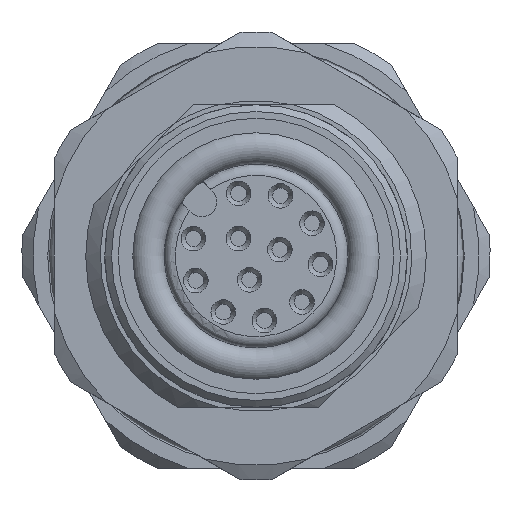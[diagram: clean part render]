
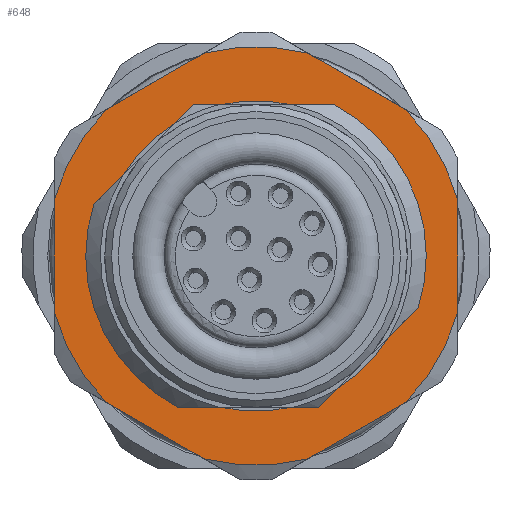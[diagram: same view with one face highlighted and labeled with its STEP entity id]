
A CAD part, left-side view. The second image highlights one B-rep face of the part: STEP entity #648.
In plain terms, the highlighted planar face has unit normal (-1, 0, 0).
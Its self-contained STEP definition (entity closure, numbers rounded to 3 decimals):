
#326=FACE_BOUND('',#1153,.T.);
#327=FACE_BOUND('',#1154,.T.);
#394=PLANE('',#3544);
#648=ADVANCED_FACE('',(#326,#327),#394,.F.);
#1153=EDGE_LOOP('',(#2105,#2106,#2107,#2108,#2109,#2110,#2111,#2112,#2113,
#2114,#2115,#2116));
#1154=EDGE_LOOP('',(#2117,#2118,#2119,#2120,#2121,#2122,#2123,#2124,#2125,
#2126,#2127,#2128,#2129,#2130));
#1195=LINE('',#4585,#1331);
#1203=LINE('',#4602,#1339);
#1207=LINE('',#4619,#1343);
#1214=LINE('',#4632,#1350);
#1218=LINE('',#4650,#1354);
#1222=LINE('',#4667,#1358);
#1230=LINE('',#4684,#1366);
#1233=LINE('',#4698,#1369);
#1303=LINE('',#5719,#1439);
#1304=LINE('',#5723,#1440);
#1305=LINE('',#5727,#1441);
#1306=LINE('',#5731,#1442);
#1307=LINE('',#5735,#1443);
#1308=LINE('',#5739,#1444);
#1331=VECTOR('',#3616,1.);
#1339=VECTOR('',#3624,1.);
#1343=VECTOR('',#3630,1.);
#1350=VECTOR('',#3637,1.);
#1354=VECTOR('',#3643,1.);
#1358=VECTOR('',#3647,1.);
#1366=VECTOR('',#3657,1.);
#1369=VECTOR('',#3660,1.);
#1439=VECTOR('',#4416,1.);
#1440=VECTOR('',#4419,1.);
#1441=VECTOR('',#4422,1.);
#1442=VECTOR('',#4425,1.);
#1443=VECTOR('',#4428,1.);
#1444=VECTOR('',#4431,1.);
#2105=ORIENTED_EDGE('',*,*,#2915,.F.);
#2106=ORIENTED_EDGE('',*,*,#2916,.F.);
#2107=ORIENTED_EDGE('',*,*,#2917,.F.);
#2108=ORIENTED_EDGE('',*,*,#2918,.F.);
#2109=ORIENTED_EDGE('',*,*,#2919,.F.);
#2110=ORIENTED_EDGE('',*,*,#2920,.F.);
#2111=ORIENTED_EDGE('',*,*,#2921,.F.);
#2112=ORIENTED_EDGE('',*,*,#2922,.F.);
#2113=ORIENTED_EDGE('',*,*,#2923,.F.);
#2114=ORIENTED_EDGE('',*,*,#2924,.F.);
#2115=ORIENTED_EDGE('',*,*,#2925,.F.);
#2116=ORIENTED_EDGE('',*,*,#2926,.F.);
#2117=ORIENTED_EDGE('',*,*,#2927,.F.);
#2118=ORIENTED_EDGE('',*,*,#2582,.T.);
#2119=ORIENTED_EDGE('',*,*,#2603,.T.);
#2120=ORIENTED_EDGE('',*,*,#2928,.F.);
#2121=ORIENTED_EDGE('',*,*,#2596,.T.);
#2122=ORIENTED_EDGE('',*,*,#2578,.T.);
#2123=ORIENTED_EDGE('',*,*,#2623,.F.);
#2124=ORIENTED_EDGE('',*,*,#2929,.F.);
#2125=ORIENTED_EDGE('',*,*,#2628,.F.);
#2126=ORIENTED_EDGE('',*,*,#2609,.F.);
#2127=ORIENTED_EDGE('',*,*,#2930,.F.);
#2128=ORIENTED_EDGE('',*,*,#2615,.F.);
#2129=ORIENTED_EDGE('',*,*,#2574,.T.);
#2130=ORIENTED_EDGE('',*,*,#2590,.T.);
#2269=VERTEX_POINT('',#4568);
#2270=VERTEX_POINT('',#4569);
#2273=VERTEX_POINT('',#4577);
#2274=VERTEX_POINT('',#4578);
#2277=VERTEX_POINT('',#4586);
#2278=VERTEX_POINT('',#4587);
#2285=VERTEX_POINT('',#4601);
#2290=VERTEX_POINT('',#4620);
#2295=VERTEX_POINT('',#4631);
#2300=VERTEX_POINT('',#4649);
#2301=VERTEX_POINT('',#4651);
#2306=VERTEX_POINT('',#4668);
#2313=VERTEX_POINT('',#4683);
#2317=VERTEX_POINT('',#4699);
#2536=VERTEX_POINT('',#5717);
#2537=VERTEX_POINT('',#5718);
#2538=VERTEX_POINT('',#5720);
#2539=VERTEX_POINT('',#5722);
#2540=VERTEX_POINT('',#5724);
#2541=VERTEX_POINT('',#5726);
#2542=VERTEX_POINT('',#5728);
#2543=VERTEX_POINT('',#5730);
#2544=VERTEX_POINT('',#5732);
#2545=VERTEX_POINT('',#5734);
#2546=VERTEX_POINT('',#5736);
#2547=VERTEX_POINT('',#5738);
#2574=EDGE_CURVE('',#2269,#2270,#2977,.T.);
#2578=EDGE_CURVE('',#2273,#2274,#2979,.T.);
#2582=EDGE_CURVE('',#2277,#2278,#1195,.T.);
#2590=EDGE_CURVE('',#2270,#2285,#1203,.T.);
#2596=EDGE_CURVE('',#2290,#2273,#1207,.T.);
#2603=EDGE_CURVE('',#2278,#2295,#1214,.T.);
#2609=EDGE_CURVE('',#2300,#2301,#1218,.T.);
#2615=EDGE_CURVE('',#2269,#2306,#1222,.T.);
#2623=EDGE_CURVE('',#2313,#2274,#1230,.T.);
#2628=EDGE_CURVE('',#2301,#2317,#1233,.T.);
#2915=EDGE_CURVE('',#2536,#2537,#3156,.T.);
#2916=EDGE_CURVE('',#2538,#2536,#1303,.T.);
#2917=EDGE_CURVE('',#2539,#2538,#3157,.T.);
#2918=EDGE_CURVE('',#2540,#2539,#1304,.T.);
#2919=EDGE_CURVE('',#2541,#2540,#3158,.T.);
#2920=EDGE_CURVE('',#2542,#2541,#1305,.T.);
#2921=EDGE_CURVE('',#2543,#2542,#3159,.T.);
#2922=EDGE_CURVE('',#2544,#2543,#1306,.T.);
#2923=EDGE_CURVE('',#2545,#2544,#3160,.T.);
#2924=EDGE_CURVE('',#2546,#2545,#1307,.T.);
#2925=EDGE_CURVE('',#2547,#2546,#3161,.T.);
#2926=EDGE_CURVE('',#2537,#2547,#1308,.T.);
#2927=EDGE_CURVE('',#2277,#2285,#3162,.T.);
#2928=EDGE_CURVE('',#2290,#2295,#3163,.T.);
#2929=EDGE_CURVE('',#2317,#2313,#3164,.T.);
#2930=EDGE_CURVE('',#2306,#2300,#3165,.T.);
#2977=CIRCLE('',#3183,7.6);
#2979=CIRCLE('',#3186,7.6);
#3156=CIRCLE('',#3534,9.346);
#3157=CIRCLE('',#3535,9.346);
#3158=CIRCLE('',#3536,9.346);
#3159=CIRCLE('',#3537,9.346);
#3160=CIRCLE('',#3538,9.346);
#3161=CIRCLE('',#3539,9.346);
#3162=CIRCLE('',#3540,6.93);
#3163=CIRCLE('',#3541,6.93);
#3164=CIRCLE('',#3542,6.93);
#3165=CIRCLE('',#3543,6.93);
#3183=AXIS2_PLACEMENT_3D('',#4567,#3600,#3601);
#3186=AXIS2_PLACEMENT_3D('',#4576,#3608,#3609);
#3534=AXIS2_PLACEMENT_3D('',#5716,#4414,#4415);
#3535=AXIS2_PLACEMENT_3D('',#5721,#4417,#4418);
#3536=AXIS2_PLACEMENT_3D('',#5725,#4420,#4421);
#3537=AXIS2_PLACEMENT_3D('',#5729,#4423,#4424);
#3538=AXIS2_PLACEMENT_3D('',#5733,#4426,#4427);
#3539=AXIS2_PLACEMENT_3D('',#5737,#4429,#4430);
#3540=AXIS2_PLACEMENT_3D('',#5740,#4432,#4433);
#3541=AXIS2_PLACEMENT_3D('',#5741,#4434,#4435);
#3542=AXIS2_PLACEMENT_3D('',#5742,#4436,#4437);
#3543=AXIS2_PLACEMENT_3D('',#5743,#4438,#4439);
#3544=AXIS2_PLACEMENT_3D('',#5744,#4440,#4441);
#3600=DIRECTION('',(1.,0.,0.));
#3601=DIRECTION('',(0.,0.,-1.));
#3608=DIRECTION('',(1.,0.,0.));
#3609=DIRECTION('',(0.,0.,-1.));
#3616=DIRECTION('',(0.,-0.707,0.707));
#3624=DIRECTION('',(0.,-0.707,0.707));
#3630=DIRECTION('',(0.,-1.,0.));
#3637=DIRECTION('',(0.,-1.,0.));
#3643=DIRECTION('',(0.,-1.,0.));
#3647=DIRECTION('',(0.,-1.,0.));
#3657=DIRECTION('',(0.,-0.707,0.707));
#3660=DIRECTION('',(0.,-0.707,0.707));
#4414=DIRECTION('',(1.,0.,0.));
#4415=DIRECTION('',(0.,-1.,0.));
#4416=DIRECTION('',(0.,0.,-1.));
#4417=DIRECTION('',(1.,0.,0.));
#4418=DIRECTION('',(0.,-1.,0.));
#4419=DIRECTION('',(0.,-0.866,-0.5));
#4420=DIRECTION('',(1.,0.,0.));
#4421=DIRECTION('',(0.,-1.,0.));
#4422=DIRECTION('',(0.,-0.866,0.5));
#4423=DIRECTION('',(1.,0.,0.));
#4424=DIRECTION('',(0.,-1.,0.));
#4425=DIRECTION('',(0.,0.,1.));
#4426=DIRECTION('',(1.,0.,0.));
#4427=DIRECTION('',(0.,-1.,0.));
#4428=DIRECTION('',(0.,0.866,0.5));
#4429=DIRECTION('',(1.,0.,0.));
#4430=DIRECTION('',(0.,-1.,0.));
#4431=DIRECTION('',(0.,0.866,-0.5));
#4432=DIRECTION('',(-1.,0.,0.));
#4433=DIRECTION('',(0.,0.,-1.));
#4434=DIRECTION('',(-1.,0.,0.));
#4435=DIRECTION('',(0.,0.,-1.));
#4436=DIRECTION('',(-1.,0.,0.));
#4437=DIRECTION('',(0.,0.,-1.));
#4438=DIRECTION('',(-1.,0.,0.));
#4439=DIRECTION('',(0.,0.,-1.));
#4440=DIRECTION('',(1.,0.,0.));
#4441=DIRECTION('',(0.,-1.,0.));
#4567=CARTESIAN_POINT('',(9.5,0.,0.));
#4568=CARTESIAN_POINT('',(9.5,3.492,-6.75));
#4569=CARTESIAN_POINT('',(9.5,7.243,2.303));
#4576=CARTESIAN_POINT('',(9.5,0.,0.));
#4577=CARTESIAN_POINT('',(9.5,-3.492,6.75));
#4578=CARTESIAN_POINT('',(9.5,-7.243,-2.303));
#4585=CARTESIAN_POINT('',(9.5,8.835,0.711));
#4586=CARTESIAN_POINT('',(9.5,3.663,5.883));
#4587=CARTESIAN_POINT('',(9.5,2.796,6.75));
#4601=CARTESIAN_POINT('',(9.5,5.883,3.663));
#4602=CARTESIAN_POINT('',(9.5,8.835,0.711));
#4619=CARTESIAN_POINT('',(9.5,2.796,6.75));
#4620=CARTESIAN_POINT('',(9.5,-1.569,6.75));
#4631=CARTESIAN_POINT('',(9.5,1.569,6.75));
#4632=CARTESIAN_POINT('',(9.5,2.796,6.75));
#4649=CARTESIAN_POINT('',(9.5,-1.569,-6.75));
#4650=CARTESIAN_POINT('',(9.5,5.744,-6.75));
#4651=CARTESIAN_POINT('',(9.5,-2.796,-6.75));
#4667=CARTESIAN_POINT('',(9.5,5.744,-6.75));
#4668=CARTESIAN_POINT('',(9.5,1.569,-6.75));
#4683=CARTESIAN_POINT('',(9.5,-5.883,-3.663));
#4684=CARTESIAN_POINT('',(9.5,-2.796,-6.75));
#4698=CARTESIAN_POINT('',(9.5,-2.796,-6.75));
#4699=CARTESIAN_POINT('',(9.5,-3.663,-5.883));
#5716=CARTESIAN_POINT('',(9.5,0.,0.));
#5717=CARTESIAN_POINT('',(9.5,-9.,-2.521));
#5718=CARTESIAN_POINT('',(9.5,-6.683,-6.534));
#5719=CARTESIAN_POINT('',(9.5,-9.,4.359));
#5720=CARTESIAN_POINT('',(9.5,-9.,2.521));
#5721=CARTESIAN_POINT('',(9.5,0.,0.));
#5722=CARTESIAN_POINT('',(9.5,-6.683,6.534));
#5723=CARTESIAN_POINT('',(9.5,-0.725,9.974));
#5724=CARTESIAN_POINT('',(9.5,-2.317,9.055));
#5725=CARTESIAN_POINT('',(9.5,0.,0.));
#5726=CARTESIAN_POINT('',(9.5,2.317,9.055));
#5727=CARTESIAN_POINT('',(9.5,8.275,5.615));
#5728=CARTESIAN_POINT('',(9.5,6.683,6.534));
#5729=CARTESIAN_POINT('',(9.5,0.,0.));
#5730=CARTESIAN_POINT('',(9.5,9.,2.521));
#5731=CARTESIAN_POINT('',(9.5,9.,-4.359));
#5732=CARTESIAN_POINT('',(9.5,9.,-2.521));
#5733=CARTESIAN_POINT('',(9.5,0.,0.));
#5734=CARTESIAN_POINT('',(9.5,6.683,-6.534));
#5735=CARTESIAN_POINT('',(9.5,0.725,-9.974));
#5736=CARTESIAN_POINT('',(9.5,2.317,-9.055));
#5737=CARTESIAN_POINT('',(9.5,0.,0.));
#5738=CARTESIAN_POINT('',(9.5,-2.317,-9.055));
#5739=CARTESIAN_POINT('',(9.5,-8.275,-5.615));
#5740=CARTESIAN_POINT('',(9.5,0.,0.));
#5741=CARTESIAN_POINT('',(9.5,0.,0.));
#5742=CARTESIAN_POINT('',(9.5,0.,0.));
#5743=CARTESIAN_POINT('',(9.5,0.,0.));
#5744=CARTESIAN_POINT('',(9.5,0.,0.));
